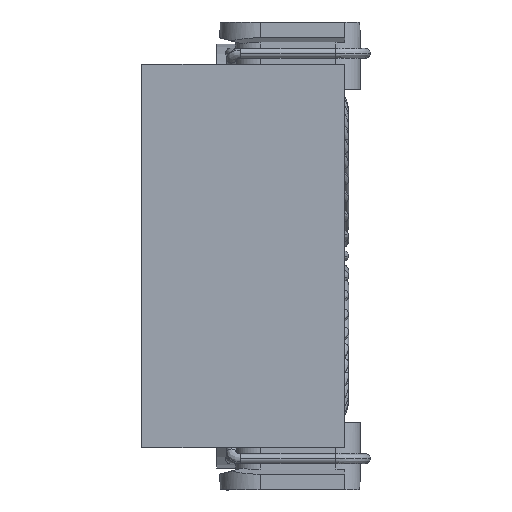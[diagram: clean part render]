
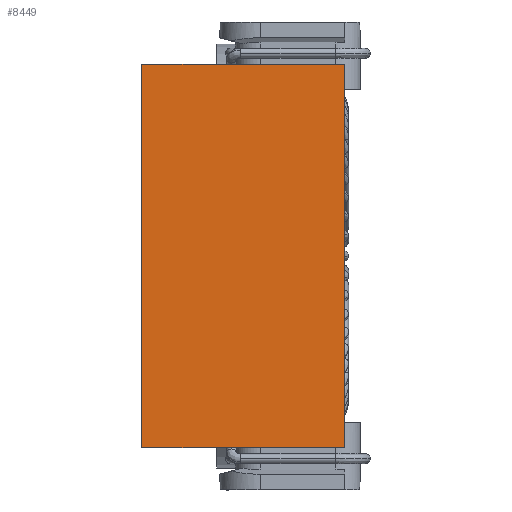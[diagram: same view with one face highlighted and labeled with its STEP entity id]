
A CAD part, left-side view. The second image highlights one B-rep face of the part: STEP entity #8449.
In plain terms, the highlighted planar face has unit normal (-1, 0, 0).
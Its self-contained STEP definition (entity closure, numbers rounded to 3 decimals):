
#723 = LINE ( 'NONE', #4790, #11178 ) ;
#1161 = DIRECTION ( 'NONE',  ( 1., 0., 0. ) ) ;
#1700 = ORIENTED_EDGE ( 'NONE', *, *, #3476, .T. ) ;
#1927 = VECTOR ( 'NONE', #7092, 1000. ) ;
#2398 = CARTESIAN_POINT ( 'NONE',  ( -8.255, 0., -7.798 ) ) ;
#2857 = DIRECTION ( 'NONE',  ( 0., 1., 0. ) ) ;
#3383 = EDGE_CURVE ( 'NONE', #6016, #4786, #8821, .T. ) ;
#3476 = EDGE_CURVE ( 'NONE', #7323, #4786, #11186, .T. ) ;
#3954 = DIRECTION ( 'NONE',  ( 0., 0., -1. ) ) ;
#4463 = CARTESIAN_POINT ( 'NONE',  ( -8.255, 8.255, -7.798 ) ) ;
#4624 = VECTOR ( 'NONE', #3954, 1000. ) ;
#4786 = VERTEX_POINT ( 'NONE', #4463 ) ;
#4790 = CARTESIAN_POINT ( 'NONE',  ( -8.255, 8.255, 7.798 ) ) ;
#5996 = PLANE ( 'NONE',  #8102 ) ;
#6016 = VERTEX_POINT ( 'NONE', #2398 ) ;
#6060 = ORIENTED_EDGE ( 'NONE', *, *, #3383, .F. ) ;
#6673 = CARTESIAN_POINT ( 'NONE',  ( -8.255, 8.255, 7.798 ) ) ;
#7092 = DIRECTION ( 'NONE',  ( 0., 0., -1. ) ) ;
#7202 = EDGE_CURVE ( 'NONE', #12854, #6016, #10224, .T. ) ;
#7323 = VERTEX_POINT ( 'NONE', #6673 ) ;
#7681 = ORIENTED_EDGE ( 'NONE', *, *, #7202, .F. ) ;
#7937 = CARTESIAN_POINT ( 'NONE',  ( -8.255, 8.255, 0. ) ) ;
#8102 = AXIS2_PLACEMENT_3D ( 'NONE', #11316, #1161, #8398 ) ;
#8177 = CARTESIAN_POINT ( 'NONE',  ( -8.255, 0., 7.798 ) ) ;
#8398 = DIRECTION ( 'NONE',  ( 0., 0., -1. ) ) ;
#8449 = ADVANCED_FACE ( 'NONE', ( #9076 ), #5996, .F. ) ;
#8821 = LINE ( 'NONE', #11973, #12894 ) ;
#8830 = DIRECTION ( 'NONE',  ( 0., -1., 0. ) ) ;
#9076 = FACE_OUTER_BOUND ( 'NONE', #10731, .T. ) ;
#10091 = ORIENTED_EDGE ( 'NONE', *, *, #11980, .F. ) ;
#10224 = LINE ( 'NONE', #12222, #1927 ) ;
#10731 = EDGE_LOOP ( 'NONE', ( #6060, #7681, #10091, #1700 ) ) ;
#11178 = VECTOR ( 'NONE', #8830, 1000. ) ;
#11186 = LINE ( 'NONE', #7937, #4624 ) ;
#11316 = CARTESIAN_POINT ( 'NONE',  ( -8.255, 8.255, 7.798 ) ) ;
#11973 = CARTESIAN_POINT ( 'NONE',  ( -8.255, 8.255, -7.798 ) ) ;
#11980 = EDGE_CURVE ( 'NONE', #7323, #12854, #723, .T. ) ;
#12222 = CARTESIAN_POINT ( 'NONE',  ( -8.255, 0., 7.798 ) ) ;
#12854 = VERTEX_POINT ( 'NONE', #8177 ) ;
#12894 = VECTOR ( 'NONE', #2857, 1000. ) ;
